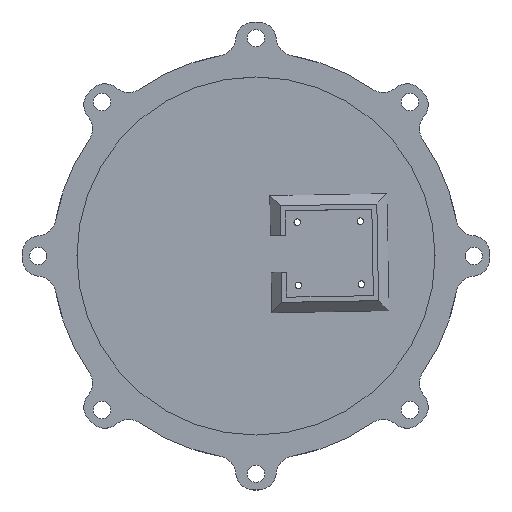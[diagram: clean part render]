
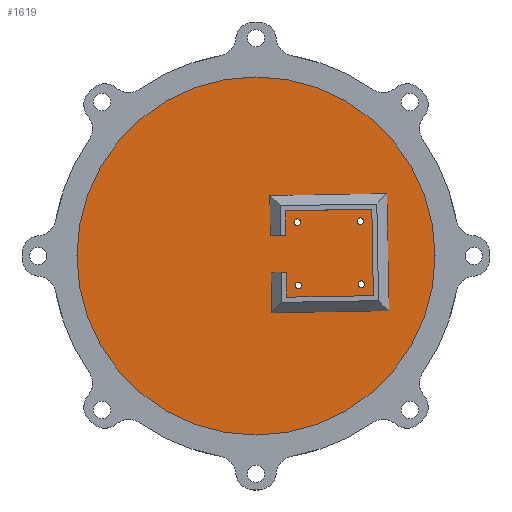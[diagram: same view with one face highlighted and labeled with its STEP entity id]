
A CAD part, top view. The second image highlights one B-rep face of the part: STEP entity #1619.
In plain terms, the highlighted planar face has unit normal (0, 0, 1).
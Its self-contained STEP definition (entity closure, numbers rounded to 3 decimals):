
#80=FACE_BOUND('',#251,.T.);
#81=FACE_BOUND('',#252,.T.);
#82=FACE_BOUND('',#253,.T.);
#83=FACE_BOUND('',#254,.T.);
#84=FACE_BOUND('',#255,.T.);
#152=FACE_OUTER_BOUND('',#250,.T.);
#250=EDGE_LOOP('',(#1340));
#251=EDGE_LOOP('',(#1341));
#252=EDGE_LOOP('',(#1342));
#253=EDGE_LOOP('',(#1343));
#254=EDGE_LOOP('',(#1344));
#255=EDGE_LOOP('',(#1345,#1346,#1347,#1348,#1349,#1350,#1351,#1352,#1353,
#1354,#1355,#1356));
#361=LINE('',#2718,#489);
#367=LINE('',#2729,#495);
#370=LINE('',#2735,#498);
#373=LINE('',#2741,#501);
#376=LINE('',#2747,#504);
#377=LINE('',#2752,#505);
#378=LINE('',#2754,#506);
#379=LINE('',#2756,#507);
#380=LINE('',#2758,#508);
#381=LINE('',#2760,#509);
#382=LINE('',#2762,#510);
#383=LINE('',#2763,#511);
#489=VECTOR('',#2232,10.);
#495=VECTOR('',#2240,10.);
#498=VECTOR('',#2245,10.);
#501=VECTOR('',#2250,10.);
#504=VECTOR('',#2255,10.);
#505=VECTOR('',#2260,10.);
#506=VECTOR('',#2261,10.);
#507=VECTOR('',#2262,10.);
#508=VECTOR('',#2263,10.);
#509=VECTOR('',#2264,10.);
#510=VECTOR('',#2265,10.);
#511=VECTOR('',#2266,10.);
#633=CIRCLE('',#1785,1.625);
#635=CIRCLE('',#1789,1.625);
#637=CIRCLE('',#1793,1.625);
#639=CIRCLE('',#1797,1.625);
#646=CIRCLE('',#1818,88.);
#759=VERTEX_POINT('',#2658);
#761=VERTEX_POINT('',#2666);
#763=VERTEX_POINT('',#2674);
#765=VERTEX_POINT('',#2682);
#773=VERTEX_POINT('',#2716);
#774=VERTEX_POINT('',#2717);
#778=VERTEX_POINT('',#2727);
#780=VERTEX_POINT('',#2733);
#782=VERTEX_POINT('',#2739);
#784=VERTEX_POINT('',#2745);
#785=VERTEX_POINT('',#2749);
#786=VERTEX_POINT('',#2751);
#787=VERTEX_POINT('',#2753);
#788=VERTEX_POINT('',#2755);
#789=VERTEX_POINT('',#2757);
#790=VERTEX_POINT('',#2759);
#791=VERTEX_POINT('',#2761);
#953=EDGE_CURVE('',#759,#759,#633,.T.);
#957=EDGE_CURVE('',#761,#761,#635,.T.);
#961=EDGE_CURVE('',#763,#763,#637,.T.);
#965=EDGE_CURVE('',#765,#765,#639,.T.);
#981=EDGE_CURVE('',#773,#774,#361,.T.);
#987=EDGE_CURVE('',#778,#773,#367,.T.);
#990=EDGE_CURVE('',#780,#778,#370,.T.);
#993=EDGE_CURVE('',#782,#780,#373,.T.);
#996=EDGE_CURVE('',#784,#782,#376,.T.);
#997=EDGE_CURVE('',#785,#785,#646,.T.);
#998=EDGE_CURVE('',#786,#774,#377,.T.);
#999=EDGE_CURVE('',#784,#787,#378,.T.);
#1000=EDGE_CURVE('',#787,#788,#379,.T.);
#1001=EDGE_CURVE('',#788,#789,#380,.T.);
#1002=EDGE_CURVE('',#789,#790,#381,.T.);
#1003=EDGE_CURVE('',#790,#791,#382,.T.);
#1004=EDGE_CURVE('',#791,#786,#383,.T.);
#1340=ORIENTED_EDGE('',*,*,#997,.F.);
#1341=ORIENTED_EDGE('',*,*,#953,.T.);
#1342=ORIENTED_EDGE('',*,*,#957,.T.);
#1343=ORIENTED_EDGE('',*,*,#961,.T.);
#1344=ORIENTED_EDGE('',*,*,#965,.T.);
#1345=ORIENTED_EDGE('',*,*,#998,.T.);
#1346=ORIENTED_EDGE('',*,*,#981,.F.);
#1347=ORIENTED_EDGE('',*,*,#987,.F.);
#1348=ORIENTED_EDGE('',*,*,#990,.F.);
#1349=ORIENTED_EDGE('',*,*,#993,.F.);
#1350=ORIENTED_EDGE('',*,*,#996,.F.);
#1351=ORIENTED_EDGE('',*,*,#999,.T.);
#1352=ORIENTED_EDGE('',*,*,#1000,.T.);
#1353=ORIENTED_EDGE('',*,*,#1001,.T.);
#1354=ORIENTED_EDGE('',*,*,#1002,.T.);
#1355=ORIENTED_EDGE('',*,*,#1003,.T.);
#1356=ORIENTED_EDGE('',*,*,#1004,.T.);
#1544=PLANE('',#1817);
#1619=ADVANCED_FACE('',(#152,#80,#81,#82,#83,#84),#1544,.F.);
#1785=AXIS2_PLACEMENT_3D('',#2660,#2161,#2162);
#1789=AXIS2_PLACEMENT_3D('',#2668,#2171,#2172);
#1793=AXIS2_PLACEMENT_3D('',#2676,#2181,#2182);
#1797=AXIS2_PLACEMENT_3D('',#2684,#2191,#2192);
#1817=AXIS2_PLACEMENT_3D('',#2748,#2256,#2257);
#1818=AXIS2_PLACEMENT_3D('',#2750,#2258,#2259);
#2161=DIRECTION('center_axis',(0.,0.,-1.));
#2162=DIRECTION('ref_axis',(-1.,0.,0.));
#2171=DIRECTION('center_axis',(0.,0.,-1.));
#2172=DIRECTION('ref_axis',(-1.,0.,0.));
#2181=DIRECTION('center_axis',(0.,0.,-1.));
#2182=DIRECTION('ref_axis',(-1.,0.,0.));
#2191=DIRECTION('center_axis',(0.,0.,-1.));
#2192=DIRECTION('ref_axis',(-1.,0.,0.));
#2232=DIRECTION('',(0.017,-1.,0.));
#2240=DIRECTION('',(-1.,-0.017,0.));
#2245=DIRECTION('',(-0.017,1.,0.));
#2250=DIRECTION('',(1.,0.017,0.));
#2255=DIRECTION('',(0.017,-1.,0.));
#2256=DIRECTION('center_axis',(0.,0.,-1.));
#2257=DIRECTION('ref_axis',(1.,0.,0.));
#2258=DIRECTION('center_axis',(0.,0.,-1.));
#2259=DIRECTION('ref_axis',(1.,0.,0.));
#2260=DIRECTION('',(-1.,-0.017,0.));
#2261=DIRECTION('',(1.,0.017,0.));
#2262=DIRECTION('',(0.017,-1.,0.));
#2263=DIRECTION('',(1.,0.017,0.));
#2264=DIRECTION('',(-0.017,1.,0.));
#2265=DIRECTION('',(-1.,-0.017,0.));
#2266=DIRECTION('',(0.017,-1.,0.));
#2658=CARTESIAN_POINT('',(52.902,17.134,3.));
#2660=CARTESIAN_POINT('Origin',(51.277,17.134,3.));
#2666=CARTESIAN_POINT('',(21.907,16.593,3.));
#2668=CARTESIAN_POINT('Origin',(20.282,16.593,3.));
#2674=CARTESIAN_POINT('',(53.443,-13.861,3.));
#2676=CARTESIAN_POINT('Origin',(51.818,-13.861,3.));
#2682=CARTESIAN_POINT('',(22.448,-14.402,3.));
#2684=CARTESIAN_POINT('Origin',(20.823,-14.402,3.));
#2716=CARTESIAN_POINT('',(6.802,29.61,3.));
#2717=CARTESIAN_POINT('',(7.147,9.863,3.));
#2718=CARTESIAN_POINT('',(7.103,12.369,3.));
#2727=CARTESIAN_POINT('',(64.294,30.613,3.));
#2729=CARTESIAN_POINT('',(29.39,30.004,3.));
#2733=CARTESIAN_POINT('',(65.297,-26.878,3.));
#2735=CARTESIAN_POINT('',(65.009,-10.374,3.));
#2739=CARTESIAN_POINT('',(7.806,-27.881,3.));
#2741=CARTESIAN_POINT('',(6.647,-27.902,3.));
#2745=CARTESIAN_POINT('',(7.461,-8.134,3.));
#2747=CARTESIAN_POINT('',(7.389,-4.003,3.));
#2748=CARTESIAN_POINT('Origin',(0.,0.,3.));
#2749=CARTESIAN_POINT('',(-88.,0.,3.));
#2750=CARTESIAN_POINT('Origin',(0.,0.,3.));
#2751=CARTESIAN_POINT('',(14.646,9.994,3.));
#2752=CARTESIAN_POINT('',(5.988,9.843,3.));
#2753=CARTESIAN_POINT('',(14.96,-8.003,3.));
#2754=CARTESIAN_POINT('',(7.552,-8.133,3.));
#2755=CARTESIAN_POINT('',(15.174,-20.252,3.));
#2756=CARTESIAN_POINT('',(14.995,-9.996,3.));
#2757=CARTESIAN_POINT('',(57.667,-19.51,3.));
#2758=CARTESIAN_POINT('',(29.013,-20.01,3.));
#2759=CARTESIAN_POINT('',(56.926,22.984,3.));
#2760=CARTESIAN_POINT('',(57.117,11.992,3.));
#2761=CARTESIAN_POINT('',(14.432,22.242,3.));
#2762=CARTESIAN_POINT('',(7.024,22.113,3.));
#2763=CARTESIAN_POINT('',(14.731,5.126,3.));
